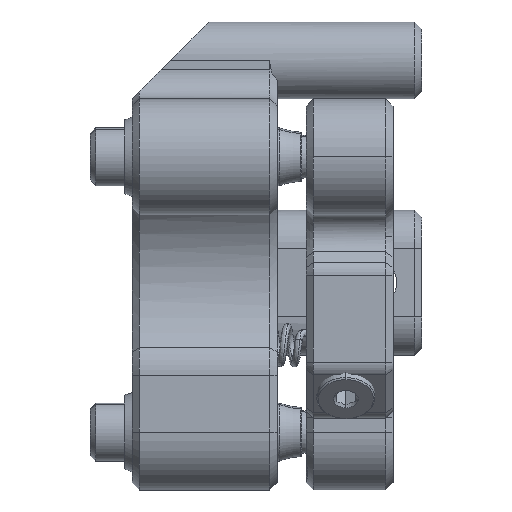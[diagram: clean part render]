
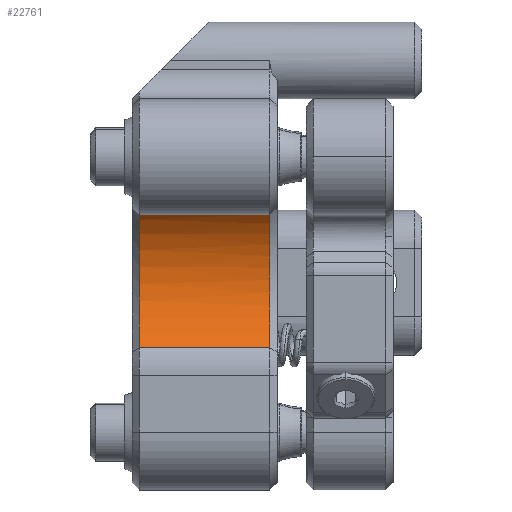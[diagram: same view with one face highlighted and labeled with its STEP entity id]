
A CAD part, left-side view. The second image highlights one B-rep face of the part: STEP entity #22761.
In plain terms, the highlighted cylindrical face has radius 7 mm (diameter 14 mm), a partial arc.
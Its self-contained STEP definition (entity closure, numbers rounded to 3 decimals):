
#345 = CARTESIAN_POINT ( 'NONE',  ( -3.666, -4.5, 6.19 ) ) ;
#885 = CARTESIAN_POINT ( 'NONE',  ( -3.666, -4.5, 6.19 ) ) ;
#900 = VERTEX_POINT ( 'NONE', #7499 ) ;
#1111 = CARTESIAN_POINT ( 'NONE',  ( 7.827, 4.5, 0.573 ) ) ;
#1341 = ORIENTED_EDGE ( 'NONE', *, *, #8388, .F. ) ;
#1691 = CARTESIAN_POINT ( 'NONE',  ( -3.045, 4.5, 6.705 ) ) ;
#1734 = ORIENTED_EDGE ( 'NONE', *, *, #20303, .T. ) ;
#1904 = CARTESIAN_POINT ( 'NONE',  ( 3.995, 4.5, 7.063 ) ) ;
#1915 = ORIENTED_EDGE ( 'NONE', *, *, #18064, .F. ) ;
#2074 = CARTESIAN_POINT ( 'NONE',  ( 1.988, -4.5, 7.752 ) ) ;
#2165 = CARTESIAN_POINT ( 'NONE',  ( 2.12, 4.5, 7.706 ) ) ;
#2215 = CARTESIAN_POINT ( 'NONE',  ( 7.833, -4.5, 0.266 ) ) ;
#2340 = CARTESIAN_POINT ( 'NONE',  ( 6.19, -4.5, -3.666 ) ) ;
#2390 = B_SPLINE_CURVE_WITH_KNOTS ( 'NONE', 3,
 ( #24941, #2881, #13037, #885 ),
 .UNSPECIFIED., .F., .F.,
 ( 4, 4 ),
 ( 0., 1. ),
 .UNSPECIFIED. ) ;
#2471 = CARTESIAN_POINT ( 'NONE',  ( 7.712, -4.5, -0.602 ) ) ;
#2881 = CARTESIAN_POINT ( 'NONE',  ( -3.666, 1.5, 6.19 ) ) ;
#3409 = EDGE_LOOP ( 'NONE', ( #17895, #1341, #12139, #1734, #1915 ) ) ;
#4065 = VERTEX_POINT ( 'NONE', #9543 ) ;
#4229 = EDGE_CURVE ( 'NONE', #11599, #8286, #6958, .T. ) ;
#5103 = CARTESIAN_POINT ( 'NONE',  ( 6.96, 4.5, -2.59 ) ) ;
#5236 = CARTESIAN_POINT ( 'NONE',  ( -3.666, 4.5, 6.19 ) ) ;
#5569 = FACE_OUTER_BOUND ( 'NONE', #3409, .T. ) ;
#5591 = VERTEX_POINT ( 'NONE', #23153 ) ;
#5769 = CARTESIAN_POINT ( 'NONE',  ( 5.616, 4.5, 5.923 ) ) ;
#6038 = CARTESIAN_POINT ( 'NONE',  ( 6.488, 4.5, 4.932 ) ) ;
#6958 = B_SPLINE_CURVE_WITH_KNOTS ( 'NONE', 3,
 ( #7945, #16380, #11827, #14122, #1691, #22267 ),
 .UNSPECIFIED., .F., .F.,
 ( 4, 2, 4 ),
 ( 0., 0.5, 1. ),
 .UNSPECIFIED. ) ;
#7499 = CARTESIAN_POINT ( 'NONE',  ( -3.666, -4.5, 6.19 ) ) ;
#7838 = CYLINDRICAL_SURFACE ( 'NONE', #17187, 7. ) ;
#7945 = CARTESIAN_POINT ( 'NONE',  ( 0.8, 4.5, 7.8 ) ) ;
#8209 = CARTESIAN_POINT ( 'NONE',  ( 6.855, -4.5, 4.417 ) ) ;
#8286 = VERTEX_POINT ( 'NONE', #5236 ) ;
#8388 = EDGE_CURVE ( 'NONE', #5591, #11599, #24961, .T. ) ;
#8597 = CARTESIAN_POINT ( 'NONE',  ( -3.003, -4.5, 6.74 ) ) ;
#8877 = CARTESIAN_POINT ( 'NONE',  ( 6.19, -4.5, -3.666 ) ) ;
#9099 = CARTESIAN_POINT ( 'NONE',  ( 6.611, 4.5, -3.158 ) ) ;
#9225 = CARTESIAN_POINT ( 'NONE',  ( 7.817, 4.5, 1.24 ) ) ;
#9543 = CARTESIAN_POINT ( 'NONE',  ( 6.19, -4.5, -3.666 ) ) ;
#9711 = DIRECTION ( 'NONE',  ( 0., 0., -1. ) ) ;
#9906 = CARTESIAN_POINT ( 'NONE',  ( 6.854, 4.5, 4.375 ) ) ;
#10605 = CARTESIAN_POINT ( 'NONE',  ( 7.752, -4.5, 1.988 ) ) ;
#10735 = CARTESIAN_POINT ( 'NONE',  ( 2.841, -4.5, 7.551 ) ) ;
#11025 = CARTESIAN_POINT ( 'NONE',  ( 6.19, -1.5, -3.666 ) ) ;
#11408 = B_SPLINE_CURVE_WITH_KNOTS ( 'NONE', 3,
 ( #8877, #11025, #25727, #15058 ),
 .UNSPECIFIED., .F., .F.,
 ( 4, 4 ),
 ( 0., 1. ),
 .UNSPECIFIED. ) ;
#11599 = VERTEX_POINT ( 'NONE', #21651 ) ;
#11827 = CARTESIAN_POINT ( 'NONE',  ( -0.814, 4.5, 7.659 ) ) ;
#12139 = ORIENTED_EDGE ( 'NONE', *, *, #23850, .F. ) ;
#12747 = CARTESIAN_POINT ( 'NONE',  ( 6.74, -4.5, -3.003 ) ) ;
#13037 = CARTESIAN_POINT ( 'NONE',  ( -3.666, -1.5, 6.19 ) ) ;
#13808 = CARTESIAN_POINT ( 'NONE',  ( 3.387, 4.5, 7.338 ) ) ;
#13942 = CARTESIAN_POINT ( 'NONE',  ( 0.8, 4.5, 7.8 ) ) ;
#14122 = CARTESIAN_POINT ( 'NONE',  ( -2.333, 4.5, 7.111 ) ) ;
#14902 = CARTESIAN_POINT ( 'NONE',  ( 7.551, -4.5, 2.841 ) ) ;
#15058 = CARTESIAN_POINT ( 'NONE',  ( 6.19, 4.5, -3.666 ) ) ;
#16017 = CARTESIAN_POINT ( 'NONE',  ( 0.8, 5., 0.8 ) ) ;
#16380 = CARTESIAN_POINT ( 'NONE',  ( -0.007, 4.5, 7.8 ) ) ;
#17187 = AXIS2_PLACEMENT_3D ( 'NONE', #16017, #18031, #9711 ) ;
#17830 = CARTESIAN_POINT ( 'NONE',  ( 5.109, 4.5, 6.356 ) ) ;
#17895 = ORIENTED_EDGE ( 'NONE', *, *, #4229, .F. ) ;
#18031 = DIRECTION ( 'NONE',  ( 0., -1., 0. ) ) ;
#18064 = EDGE_CURVE ( 'NONE', #8286, #900, #2390, .T. ) ;
#18100 = CARTESIAN_POINT ( 'NONE',  ( 1.46, 4.5, 7.8 ) ) ;
#18652 = CARTESIAN_POINT ( 'NONE',  ( 6.359, -4.5, 5.14 ) ) ;
#18790 = CARTESIAN_POINT ( 'NONE',  ( 4.417, -4.5, 6.855 ) ) ;
#19288 = CARTESIAN_POINT ( 'NONE',  ( 6.19, 4.5, -3.666 ) ) ;
#20303 = EDGE_CURVE ( 'NONE', #4065, #900, #24613, .T. ) ;
#20468 = CARTESIAN_POINT ( 'NONE',  ( 7.611, 4.5, 2.543 ) ) ;
#20771 = CARTESIAN_POINT ( 'NONE',  ( 7.166, -4.5, -2.237 ) ) ;
#20905 = CARTESIAN_POINT ( 'NONE',  ( -0.602, -4.5, 7.712 ) ) ;
#21418 = CARTESIAN_POINT ( 'NONE',  ( 7.485, 4.5, -1.379 ) ) ;
#21651 = CARTESIAN_POINT ( 'NONE',  ( 0.8, 4.5, 7.8 ) ) ;
#22267 = CARTESIAN_POINT ( 'NONE',  ( -3.666, 4.5, 6.19 ) ) ;
#22761 = ADVANCED_FACE ( 'NONE', ( #5569 ), #7838, .F. ) ;
#22786 = CARTESIAN_POINT ( 'NONE',  ( 5.14, -4.5, 6.359 ) ) ;
#22911 = CARTESIAN_POINT ( 'NONE',  ( -2.237, -4.5, 7.166 ) ) ;
#23049 = CARTESIAN_POINT ( 'NONE',  ( 0.266, -4.5, 7.833 ) ) ;
#23153 = CARTESIAN_POINT ( 'NONE',  ( 6.19, 4.5, -3.666 ) ) ;
#23850 = EDGE_CURVE ( 'NONE', #4065, #5591, #11408, .T. ) ;
#24613 = B_SPLINE_CURVE_WITH_KNOTS ( 'NONE', 3,
 ( #2340, #12747, #20771, #2471, #2215, #10605, #14902, #8209, #18652, #22786, #18790, #10735, #2074, #23049, #20905, #22911, #8597, #345 ),
 .UNSPECIFIED., .F., .F.,
 ( 4, 2, 2, 2, 2, 2, 2, 2, 4 ),
 ( 0., 0.125, 0.25, 0.375, 0.5, 0.625, 0.75, 0.875, 1. ),
 .UNSPECIFIED. ) ;
#24941 = CARTESIAN_POINT ( 'NONE',  ( -3.666, 4.5, 6.19 ) ) ;
#24961 = B_SPLINE_CURVE_WITH_KNOTS ( 'NONE', 3,
 ( #19288, #9099, #5103, #21418, #25556, #1111, #9225, #20468, #26093, #9906, #6038, #5769, #17830, #1904, #13808, #2165, #18100, #13942 ),
 .UNSPECIFIED., .F., .F.,
 ( 4, 2, 2, 2, 2, 2, 2, 2, 4 ),
 ( 0., 0.125, 0.25, 0.375, 0.5, 0.625, 0.75, 0.875, 1. ),
 .UNSPECIFIED. ) ;
#25556 = CARTESIAN_POINT ( 'NONE',  ( 7.661, 4.5, -0.736 ) ) ;
#25727 = CARTESIAN_POINT ( 'NONE',  ( 6.19, 1.5, -3.666 ) ) ;
#26093 = CARTESIAN_POINT ( 'NONE',  ( 7.416, 4.5, 3.181 ) ) ;
